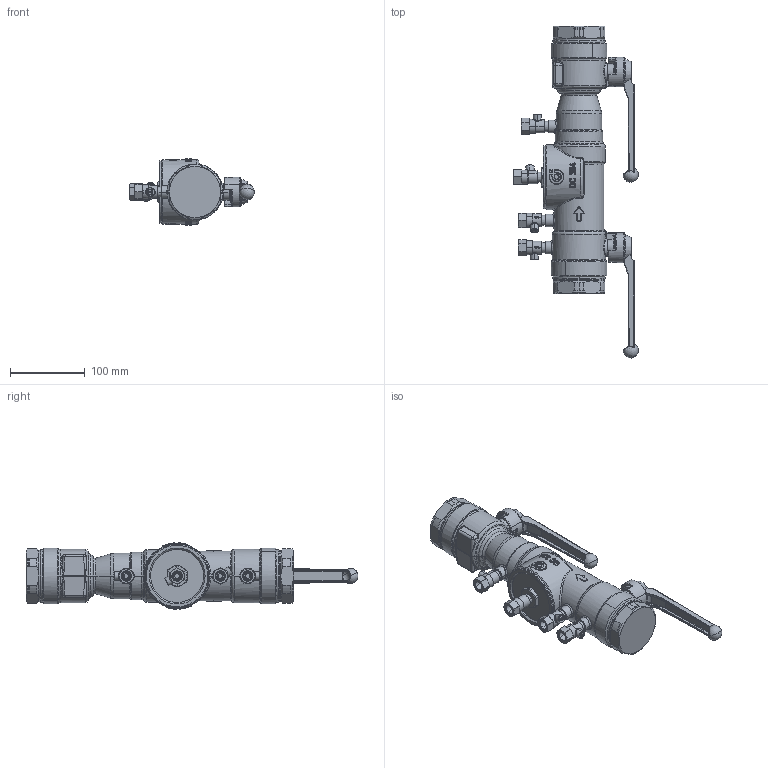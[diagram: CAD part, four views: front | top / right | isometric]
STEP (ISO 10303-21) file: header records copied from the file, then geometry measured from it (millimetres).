
FILE_DESCRIPTION(('CATIA V5 STEP Exchange','CAx-IF Rec.Pracs.--- Model Styling and Organization---1.5--- 2016-08-15','CAx-IF Rec.Pracs.---Supplemental Geometry---1.0---2011-11-01','CAx-IF Rec.Pracs.--- Composite Materials ---3.4---2017-06-13','CAx-IF Rec.Pracs.---Tessellated 3D Geometry---1.0---2015-12-17'),'2;1');
FILE_NAME('STEP_304990A_-_TST.stp','2026-02-06T08:34:43+00:00',('none'),('none'),'CATIA Version 5-6 Release 2020 SP5','CATIA V5 STEP AP242 v2','none');
FILE_SCHEMA(('AP242_MANAGED_MODEL_BASED_3D_ENGINEERING_MIM_LF {1 0 10303 442 1 1 4}'));
Products named in the file (1): 304990A - TST
Bounding box: 166.95 x 444.92 x 88.95 mm (x, y, z)
Volume: 1560186.8 mm3; surface area: 153026.9 mm2
Topology: 3 solids, 23 shells, 2504 faces, 6465 edges, 3905 vertices
Faces by surface type: bspline 682, cylinder 646, plane 420, extrusion 288, cone 212, torus 188, sphere 68
Entity records: 122470 total; most frequent: CARTESIAN_POINT 72077, ORIENTED_EDGE 12662, EDGE_CURVE 6331, DIRECTION 5443, VERTEX_POINT 3905, B_SPLINE_CURVE_WITH_KNOTS 3352, EDGE_LOOP 2596, ADVANCED_FACE 2504
